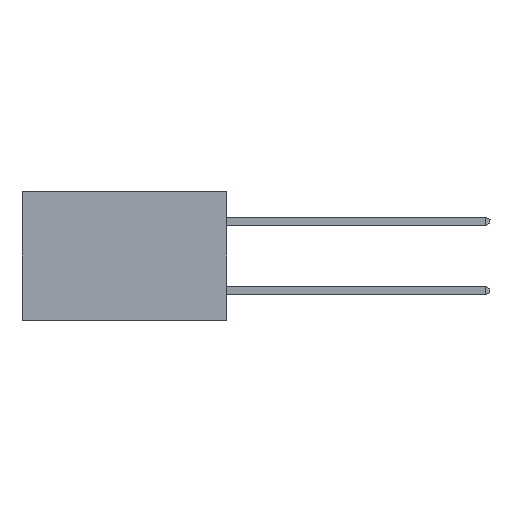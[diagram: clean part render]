
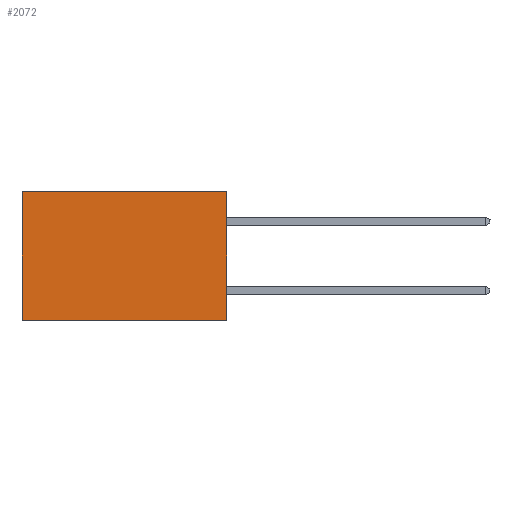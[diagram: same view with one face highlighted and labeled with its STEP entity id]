
A CAD part, left-side view. The second image highlights one B-rep face of the part: STEP entity #2072.
In plain terms, the highlighted planar face has unit normal (-1, 0, 0).
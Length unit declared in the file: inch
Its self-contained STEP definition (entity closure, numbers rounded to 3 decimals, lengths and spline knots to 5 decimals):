
#236 = VECTOR ( 'NONE', #6067, 39.37008 ) ;
#556 = DIRECTION ( 'NONE',  ( 0., 0., -1. ) ) ;
#604 = DIRECTION ( 'NONE',  ( 1., 0., 0. ) ) ;
#1162 = EDGE_CURVE ( 'NONE', #5237, #8256, #3426, .T. ) ;
#1396 = VECTOR ( 'NONE', #9110, 39.37008 ) ;
#1967 = AXIS2_PLACEMENT_3D ( 'NONE', #6759, #604, #556 ) ;
#2072 = ADVANCED_FACE ( 'NONE', ( #7508 ), #6745, .F. ) ;
#2328 = LINE ( 'NONE', #8755, #236 ) ;
#2473 = LINE ( 'NONE', #4909, #7607 ) ;
#3426 = LINE ( 'NONE', #3994, #1396 ) ;
#3763 = LINE ( 'NONE', #7832, #8942 ) ;
#3994 = CARTESIAN_POINT ( 'NONE',  ( 0.277, 0., -0.37 ) ) ;
#4774 = DIRECTION ( 'NONE',  ( 0., 1., 0. ) ) ;
#4909 = CARTESIAN_POINT ( 'NONE',  ( 0.277, 0., 0. ) ) ;
#4915 = EDGE_CURVE ( 'NONE', #6954, #8256, #3763, .T. ) ;
#4941 = VERTEX_POINT ( 'NONE', #7475 ) ;
#5237 = VERTEX_POINT ( 'NONE', #9027 ) ;
#5523 = CARTESIAN_POINT ( 'NONE',  ( 0.277, 0.59, -0.37 ) ) ;
#5777 = EDGE_CURVE ( 'NONE', #4941, #6954, #2473, .T. ) ;
#6067 = DIRECTION ( 'NONE',  ( 0., 0., -1. ) ) ;
#6572 = EDGE_LOOP ( 'NONE', ( #8269, #8307, #8330, #8390 ) ) ;
#6745 = PLANE ( 'NONE',  #1967 ) ;
#6759 = CARTESIAN_POINT ( 'NONE',  ( 0.277, 0., -0.37 ) ) ;
#6954 = VERTEX_POINT ( 'NONE', #8257 ) ;
#7475 = CARTESIAN_POINT ( 'NONE',  ( 0.277, 0., 0. ) ) ;
#7508 = FACE_OUTER_BOUND ( 'NONE', #6572, .T. ) ;
#7558 = EDGE_CURVE ( 'NONE', #4941, #5237, #2328, .T. ) ;
#7607 = VECTOR ( 'NONE', #4774, 39.37008 ) ;
#7770 = DIRECTION ( 'NONE',  ( 0., 0., -1. ) ) ;
#7832 = CARTESIAN_POINT ( 'NONE',  ( 0.277, 0.59, -0.37 ) ) ;
#8256 = VERTEX_POINT ( 'NONE', #5523 ) ;
#8257 = CARTESIAN_POINT ( 'NONE',  ( 0.277, 0.59, 0. ) ) ;
#8269 = ORIENTED_EDGE ( 'NONE', *, *, #4915, .T. ) ;
#8307 = ORIENTED_EDGE ( 'NONE', *, *, #1162, .F. ) ;
#8330 = ORIENTED_EDGE ( 'NONE', *, *, #7558, .F. ) ;
#8390 = ORIENTED_EDGE ( 'NONE', *, *, #5777, .T. ) ;
#8755 = CARTESIAN_POINT ( 'NONE',  ( 0.277, 0., -0.37 ) ) ;
#8942 = VECTOR ( 'NONE', #7770, 39.37008 ) ;
#9027 = CARTESIAN_POINT ( 'NONE',  ( 0.277, 0., -0.37 ) ) ;
#9110 = DIRECTION ( 'NONE',  ( 0., 1., 0. ) ) ;
